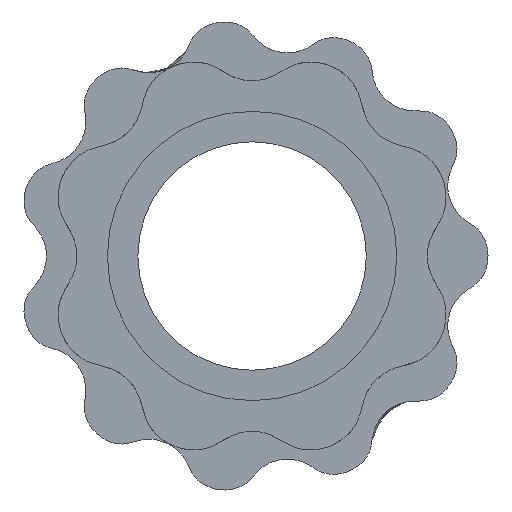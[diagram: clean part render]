
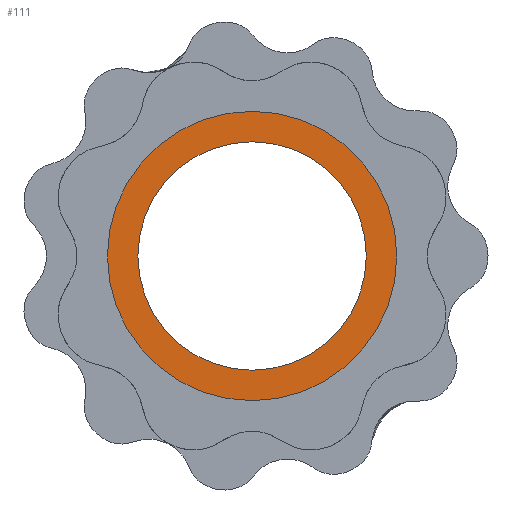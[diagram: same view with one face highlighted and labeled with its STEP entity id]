
A CAD part, front view. The second image highlights one B-rep face of the part: STEP entity #111.
In plain terms, the highlighted planar face has unit normal (0, -1, 0).
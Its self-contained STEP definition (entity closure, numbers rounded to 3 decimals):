
#19=FACE_BOUND('',#43,.T.);
#23=CIRCLE('',#139,7.5);
#25=CIRCLE('',#142,9.5);
#27=PLANE('',#141);
#33=FACE_OUTER_BOUND('',#42,.T.);
#42=EDGE_LOOP('',(#92));
#43=EDGE_LOOP('',(#93));
#65=VERTEX_POINT('',#964);
#67=VERTEX_POINT('',#970);
#74=EDGE_CURVE('',#65,#65,#23,.T.);
#77=EDGE_CURVE('',#67,#67,#25,.T.);
#92=ORIENTED_EDGE('',*,*,#77,.F.);
#93=ORIENTED_EDGE('',*,*,#74,.T.);
#111=ADVANCED_FACE('',(#33,#19),#27,.F.);
#139=AXIS2_PLACEMENT_3D('',#965,#155,#156);
#141=AXIS2_PLACEMENT_3D('',#969,#160,#161);
#142=AXIS2_PLACEMENT_3D('',#971,#162,#163);
#155=DIRECTION('center_axis',(0.,1.,0.));
#156=DIRECTION('ref_axis',(-1.,0.,0.));
#160=DIRECTION('center_axis',(0.,1.,0.));
#161=DIRECTION('ref_axis',(0.,0.,1.));
#162=DIRECTION('center_axis',(0.,1.,0.));
#163=DIRECTION('ref_axis',(1.,0.,0.));
#964=CARTESIAN_POINT('',(7.5,1.,0.));
#965=CARTESIAN_POINT('Origin',(0.,1.,0.));
#969=CARTESIAN_POINT('Origin',(0.,1.,0.));
#970=CARTESIAN_POINT('',(-9.5,1.,0.));
#971=CARTESIAN_POINT('Origin',(0.,1.,0.));
